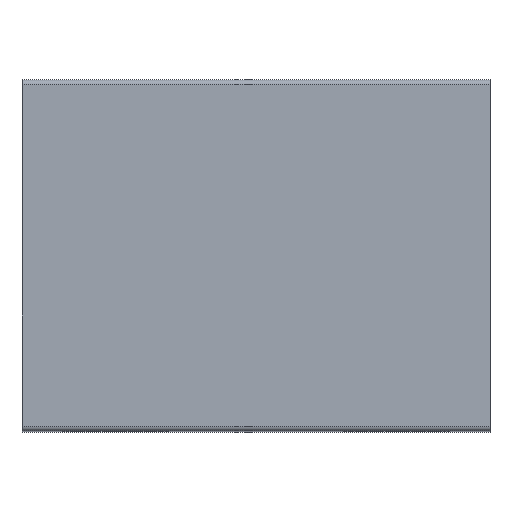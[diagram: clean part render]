
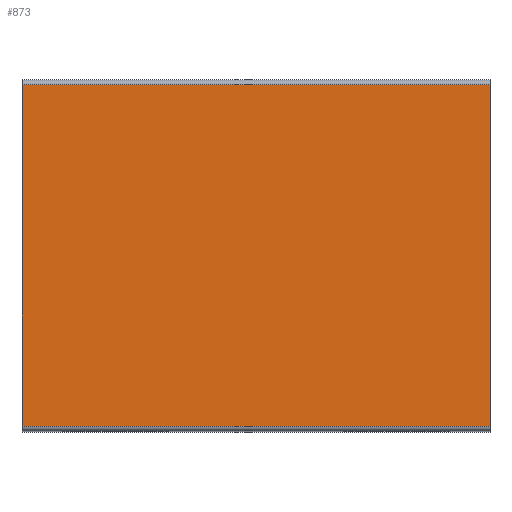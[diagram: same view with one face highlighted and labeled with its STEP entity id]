
A CAD part, top view. The second image highlights one B-rep face of the part: STEP entity #873.
In plain terms, the highlighted planar face has unit normal (0, 0, 1).
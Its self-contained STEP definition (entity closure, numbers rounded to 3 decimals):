
#25=LINE('',#1300,#41);
#26=LINE('',#1303,#42);
#27=LINE('',#1305,#43);
#28=LINE('',#1307,#44);
#41=VECTOR('',#1027,1000.);
#42=VECTOR('',#1028,1000.);
#43=VECTOR('',#1029,1000.);
#44=VECTOR('',#1030,1000.);
#57=PLANE('',#928);
#130=ORIENTED_EDGE('',*,*,#254,.F.);
#131=ORIENTED_EDGE('',*,*,#255,.F.);
#132=ORIENTED_EDGE('',*,*,#256,.T.);
#133=ORIENTED_EDGE('',*,*,#257,.T.);
#254=EDGE_CURVE('',#314,#315,#25,.T.);
#255=EDGE_CURVE('',#316,#314,#26,.T.);
#256=EDGE_CURVE('',#316,#317,#27,.T.);
#257=EDGE_CURVE('',#317,#315,#28,.T.);
#314=VERTEX_POINT('',#1301);
#315=VERTEX_POINT('',#1302);
#316=VERTEX_POINT('',#1304);
#317=VERTEX_POINT('',#1306);
#375=EDGE_LOOP('',(#130,#131,#132,#133));
#455=FACE_BOUND('',#375,.T.);
#873=ADVANCED_FACE('',(#455),#57,.T.);
#928=AXIS2_PLACEMENT_3D('',#1299,#1025,#1026);
#1025=DIRECTION('',(0.,0.,1.));
#1026=DIRECTION('',(1.,0.,0.));
#1027=DIRECTION('',(0.,-1.,0.));
#1028=DIRECTION('',(1.,0.,0.));
#1029=DIRECTION('',(0.,-1.,0.));
#1030=DIRECTION('',(1.,0.,0.));
#1299=CARTESIAN_POINT('',(-20.,14.8,0.));
#1300=CARTESIAN_POINT('',(0.,14.8,0.));
#1301=CARTESIAN_POINT('',(0.,14.8,0.));
#1302=CARTESIAN_POINT('',(0.,0.2,0.));
#1303=CARTESIAN_POINT('',(-20.,14.8,0.));
#1304=CARTESIAN_POINT('',(-20.,14.8,0.));
#1305=CARTESIAN_POINT('',(-20.,14.8,0.));
#1306=CARTESIAN_POINT('',(-20.,0.2,0.));
#1307=CARTESIAN_POINT('',(-20.,0.2,0.));
